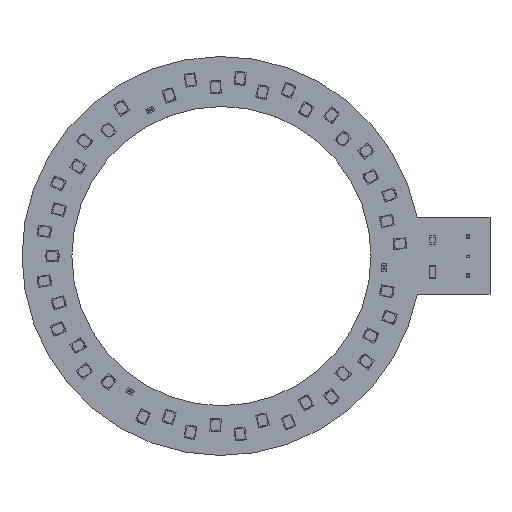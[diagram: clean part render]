
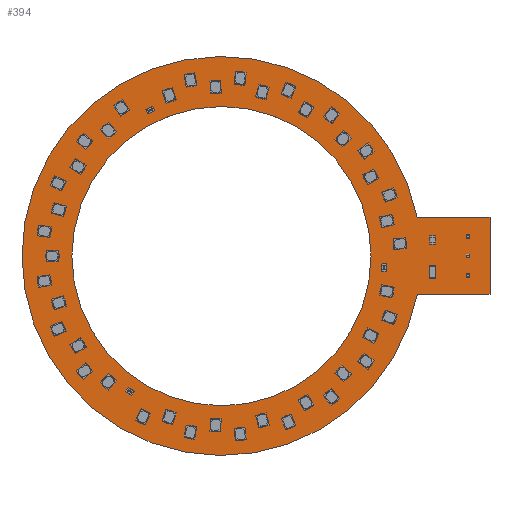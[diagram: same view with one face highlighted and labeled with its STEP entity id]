
A CAD part, top view. The second image highlights one B-rep face of the part: STEP entity #394.
In plain terms, the highlighted planar face has unit normal (0, 0, 1).
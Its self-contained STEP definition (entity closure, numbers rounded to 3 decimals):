
#227 = VERTEX_POINT('',#228);
#228 = CARTESIAN_POINT('',(51.049,-9.9,0.));
#234 = EDGE_CURVE('',#227,#235,#237,.T.);
#235 = VERTEX_POINT('',#236);
#236 = CARTESIAN_POINT('',(51.025,10.1,0.));
#237 = CIRCLE('',#238,52.004);
#238 = AXIS2_PLACEMENT_3D('',#239,#240,#241);
#239 = CARTESIAN_POINT('',(0.004,0.039,
    0.));
#240 = DIRECTION('',(0.,0.,-1.));
#241 = DIRECTION('',(0.982,-0.191,0.));
#267 = EDGE_CURVE('',#235,#268,#270,.T.);
#268 = VERTEX_POINT('',#269);
#269 = CARTESIAN_POINT('',(70.,10.1,0.));
#270 = LINE('',#271,#272);
#271 = CARTESIAN_POINT('',(51.025,10.1,0.));
#272 = VECTOR('',#273,1.);
#273 = DIRECTION('',(1.,0.,0.));
#298 = EDGE_CURVE('',#268,#299,#301,.T.);
#299 = VERTEX_POINT('',#300);
#300 = CARTESIAN_POINT('',(70.,-9.9,0.));
#301 = LINE('',#302,#303);
#302 = CARTESIAN_POINT('',(70.,10.1,0.));
#303 = VECTOR('',#304,1.);
#304 = DIRECTION('',(0.,-1.,0.));
#329 = EDGE_CURVE('',#299,#227,#330,.T.);
#330 = LINE('',#331,#332);
#331 = CARTESIAN_POINT('',(70.,-9.9,0.));
#332 = VECTOR('',#333,1.);
#333 = DIRECTION('',(-1.,0.,0.));
#353 = VERTEX_POINT('',#354);
#354 = CARTESIAN_POINT('',(39.,0.,0.));
#360 = EDGE_CURVE('',#353,#353,#361,.T.);
#361 = CIRCLE('',#362,39.);
#362 = AXIS2_PLACEMENT_3D('',#363,#364,#365);
#363 = CARTESIAN_POINT('',(0.,0.,0.));
#364 = DIRECTION('',(0.,0.,1.));
#365 = DIRECTION('',(1.,0.,0.));
#394 = ADVANCED_FACE('',(#395,#401),#404,.T.);
#395 = FACE_BOUND('',#396,.F.);
#396 = EDGE_LOOP('',(#397,#398,#399,#400));
#397 = ORIENTED_EDGE('',*,*,#234,.T.);
#398 = ORIENTED_EDGE('',*,*,#267,.T.);
#399 = ORIENTED_EDGE('',*,*,#298,.T.);
#400 = ORIENTED_EDGE('',*,*,#329,.T.);
#401 = FACE_BOUND('',#402,.T.);
#402 = EDGE_LOOP('',(#403));
#403 = ORIENTED_EDGE('',*,*,#360,.F.);
#404 = PLANE('',#405);
#405 = AXIS2_PLACEMENT_3D('',#406,#407,#408);
#406 = CARTESIAN_POINT('',(51.049,-9.9,0.));
#407 = DIRECTION('',(0.,0.,1.));
#408 = DIRECTION('',(1.,0.,0.));
